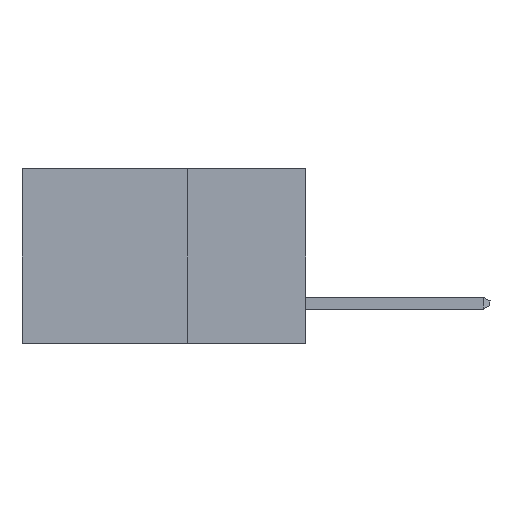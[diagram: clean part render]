
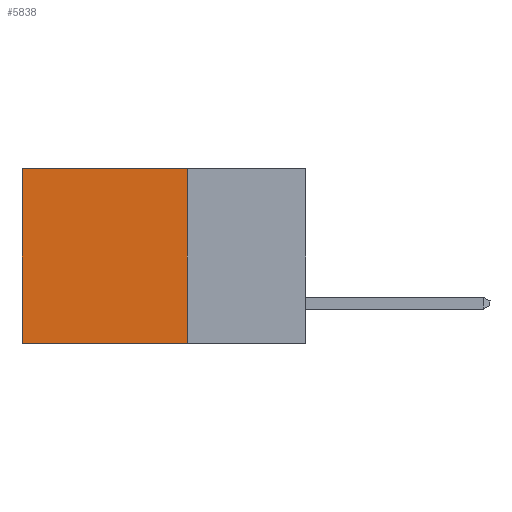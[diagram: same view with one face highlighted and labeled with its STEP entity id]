
A CAD part, left-side view. The second image highlights one B-rep face of the part: STEP entity #5838.
In plain terms, the highlighted planar face has unit normal (-1, 0, 0).
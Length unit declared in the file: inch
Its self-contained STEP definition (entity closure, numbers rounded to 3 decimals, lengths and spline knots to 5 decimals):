
#288 = DIRECTION ( 'NONE',  ( 0., 1., 0. ) ) ;
#382 = CARTESIAN_POINT ( 'NONE',  ( 0.2615, 0.25, -0.37 ) ) ;
#393 = CARTESIAN_POINT ( 'NONE',  ( 0.2615, 0.25, 0. ) ) ;
#394 = DIRECTION ( 'NONE',  ( 0., 0., -1. ) ) ;
#403 = VECTOR ( 'NONE', #5182, 39.37008 ) ;
#504 = LINE ( 'NONE', #6752, #403 ) ;
#614 = EDGE_CURVE ( 'NONE', #4853, #2516, #1751, .T. ) ;
#818 = LINE ( 'NONE', #8058, #8061 ) ;
#1280 = EDGE_CURVE ( 'NONE', #3367, #4853, #6795, .T. ) ;
#1733 = EDGE_CURVE ( 'NONE', #3367, #5119, #504, .T. ) ;
#1751 = LINE ( 'NONE', #382, #6709 ) ;
#1939 = AXIS2_PLACEMENT_3D ( 'NONE', #8262, #5914, #394 ) ;
#2049 = PLANE ( 'NONE',  #1939 ) ;
#2258 = ORIENTED_EDGE ( 'NONE', *, *, #1733, .T. ) ;
#2516 = VERTEX_POINT ( 'NONE', #7167 ) ;
#3265 = EDGE_CURVE ( 'NONE', #5119, #2516, #818, .T. ) ;
#3367 = VERTEX_POINT ( 'NONE', #393 ) ;
#3985 = DIRECTION ( 'NONE',  ( 0., 0., -1. ) ) ;
#4401 = FACE_OUTER_BOUND ( 'NONE', #6780, .T. ) ;
#4446 = CARTESIAN_POINT ( 'NONE',  ( 0.2615, 0.6, 0. ) ) ;
#4450 = CARTESIAN_POINT ( 'NONE',  ( 0.2615, 0.25, -0.37 ) ) ;
#4476 = ORIENTED_EDGE ( 'NONE', *, *, #614, .F. ) ;
#4510 = ORIENTED_EDGE ( 'NONE', *, *, #3265, .T. ) ;
#4853 = VERTEX_POINT ( 'NONE', #7544 ) ;
#5119 = VERTEX_POINT ( 'NONE', #4446 ) ;
#5182 = DIRECTION ( 'NONE',  ( 0., 1., 0. ) ) ;
#5838 = ADVANCED_FACE ( 'NONE', ( #4401 ), #2049, .F. ) ;
#5914 = DIRECTION ( 'NONE',  ( 1., 0., 0. ) ) ;
#6147 = ORIENTED_EDGE ( 'NONE', *, *, #1280, .F. ) ;
#6709 = VECTOR ( 'NONE', #288, 39.37008 ) ;
#6752 = CARTESIAN_POINT ( 'NONE',  ( 0.2615, 0.25, 0. ) ) ;
#6780 = EDGE_LOOP ( 'NONE', ( #4510, #4476, #6147, #2258 ) ) ;
#6795 = LINE ( 'NONE', #4450, #8222 ) ;
#7167 = CARTESIAN_POINT ( 'NONE',  ( 0.2615, 0.6, -0.37 ) ) ;
#7544 = CARTESIAN_POINT ( 'NONE',  ( 0.2615, 0.25, -0.37 ) ) ;
#7786 = DIRECTION ( 'NONE',  ( 0., 0., -1. ) ) ;
#8058 = CARTESIAN_POINT ( 'NONE',  ( 0.2615, 0.6, -0.37 ) ) ;
#8061 = VECTOR ( 'NONE', #3985, 39.37008 ) ;
#8222 = VECTOR ( 'NONE', #7786, 39.37008 ) ;
#8262 = CARTESIAN_POINT ( 'NONE',  ( 0.2615, 0.25, -0.37 ) ) ;
